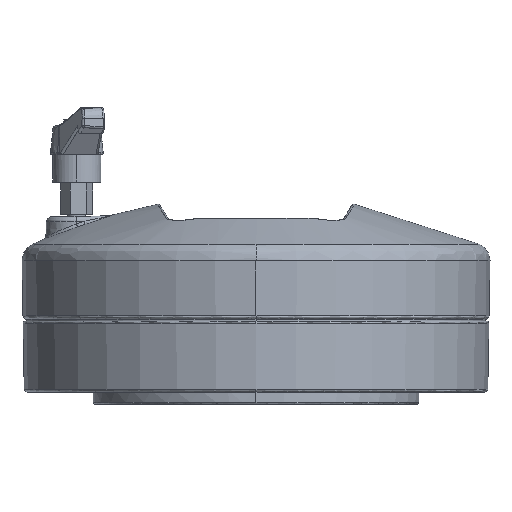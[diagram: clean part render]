
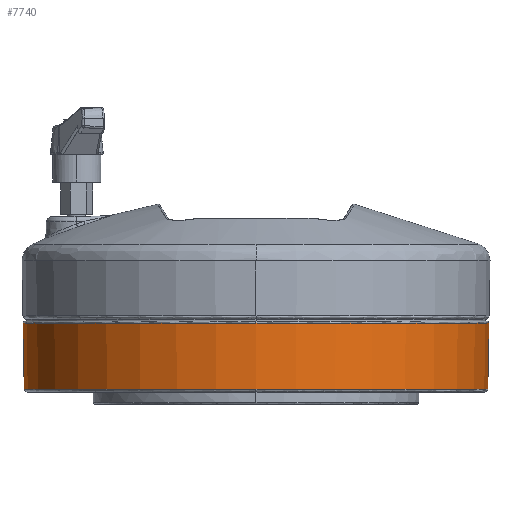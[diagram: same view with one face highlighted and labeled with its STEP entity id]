
A CAD part, left-side view. The second image highlights one B-rep face of the part: STEP entity #7740.
In plain terms, the highlighted conical face has half-angle 1 degrees and reference radius 65.663 mm.
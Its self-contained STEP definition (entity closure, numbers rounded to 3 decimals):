
#2767 = VECTOR ( 'NONE', #52603, 1000. ) ;
#3202 = CARTESIAN_POINT ( 'NONE',  ( -2.145, 12.869, 111.866 ) ) ;
#3229 = CARTESIAN_POINT ( 'NONE',  ( -2.145, 12.869, 111.866 ) ) ;
#3741 = AXIS2_PLACEMENT_3D ( 'NONE', #66894, #10471, #50193 ) ;
#3914 = CIRCLE ( 'NONE', #51689, 65.338 ) ;
#6452 = DIRECTION ( 'NONE',  ( 0., 0., -1. ) ) ;
#7460 = VERTEX_POINT ( 'NONE', #66833 ) ;
#7740 = ADVANCED_FACE ( 'NONE', ( #47350 ), #69320, .T. ) ;
#8403 = AXIS2_PLACEMENT_3D ( 'NONE', #40764, #6452, #41278 ) ;
#8666 = DIRECTION ( 'NONE',  ( 0., 0., -1. ) ) ;
#10471 = DIRECTION ( 'NONE',  ( 0., 0., -1. ) ) ;
#10493 = CARTESIAN_POINT ( 'NONE',  ( -2.145, 12.869, 93.204 ) ) ;
#11281 = LINE ( 'NONE', #40906, #23813 ) ;
#11735 = ORIENTED_EDGE ( 'NONE', *, *, #57302, .F. ) ;
#15140 = DIRECTION ( 'NONE',  ( 0., -1., 0. ) ) ;
#16575 = ORIENTED_EDGE ( 'NONE', *, *, #34967, .F. ) ;
#16647 = CIRCLE ( 'NONE', #57333, 65.663 ) ;
#17892 = LINE ( 'NONE', #29857, #2767 ) ;
#21059 = VERTEX_POINT ( 'NONE', #36287 ) ;
#23813 = VECTOR ( 'NONE', #57144, 1000. ) ;
#24527 = VERTEX_POINT ( 'NONE', #29910 ) ;
#26067 = DIRECTION ( 'NONE',  ( 0., 0., 1. ) ) ;
#27656 = DIRECTION ( 'NONE',  ( 0., 0., -1. ) ) ;
#28420 = AXIS2_PLACEMENT_3D ( 'NONE', #3202, #26067, #15140 ) ;
#29857 = CARTESIAN_POINT ( 'NONE',  ( -2.145, 78.532, 111.866 ) ) ;
#29910 = CARTESIAN_POINT ( 'NONE',  ( -2.145, -52.469, 93.204 ) ) ;
#34967 = EDGE_CURVE ( 'NONE', #24527, #69845, #59525, .T. ) ;
#36287 = CARTESIAN_POINT ( 'NONE',  ( -2.145, 78.532, 111.866 ) ) ;
#37004 = EDGE_LOOP ( 'NONE', ( #11735, #46098, #16575, #63944, #44024, #62264 ) ) ;
#37992 = EDGE_CURVE ( 'NONE', #24527, #66027, #11281, .T. ) ;
#39009 = EDGE_CURVE ( 'NONE', #66027, #66036, #69753, .T. ) ;
#39845 = EDGE_CURVE ( 'NONE', #66036, #21059, #16647, .T. ) ;
#40764 = CARTESIAN_POINT ( 'NONE',  ( -2.145, 12.869, 111.866 ) ) ;
#40906 = CARTESIAN_POINT ( 'NONE',  ( -2.145, -52.794, 111.866 ) ) ;
#41278 = DIRECTION ( 'NONE',  ( -1., 0., 0. ) ) ;
#42981 = DIRECTION ( 'NONE',  ( -1., 0., 0. ) ) ;
#43197 = CARTESIAN_POINT ( 'NONE',  ( -67.808, 12.869, 111.866 ) ) ;
#44024 = ORIENTED_EDGE ( 'NONE', *, *, #39009, .T. ) ;
#46098 = ORIENTED_EDGE ( 'NONE', *, *, #69530, .F. ) ;
#47350 = FACE_OUTER_BOUND ( 'NONE', #37004, .T. ) ;
#49102 = CARTESIAN_POINT ( 'NONE',  ( -2.145, -52.794, 111.866 ) ) ;
#50193 = DIRECTION ( 'NONE',  ( 1., 0., 0. ) ) ;
#50207 = DIRECTION ( 'NONE',  ( 1., 0., 0. ) ) ;
#51689 = AXIS2_PLACEMENT_3D ( 'NONE', #10493, #27656, #50207 ) ;
#52603 = DIRECTION ( 'NONE',  ( 0., 0.017, 1. ) ) ;
#57144 = DIRECTION ( 'NONE',  ( 0., -0.017, 1. ) ) ;
#57302 = EDGE_CURVE ( 'NONE', #7460, #21059, #17892, .T. ) ;
#57333 = AXIS2_PLACEMENT_3D ( 'NONE', #3229, #8666, #42981 ) ;
#59525 = CIRCLE ( 'NONE', #3741, 65.338 ) ;
#62264 = ORIENTED_EDGE ( 'NONE', *, *, #39845, .T. ) ;
#63944 = ORIENTED_EDGE ( 'NONE', *, *, #37992, .T. ) ;
#64657 = CARTESIAN_POINT ( 'NONE',  ( -67.482, 12.869, 93.204 ) ) ;
#66027 = VERTEX_POINT ( 'NONE', #49102 ) ;
#66036 = VERTEX_POINT ( 'NONE', #43197 ) ;
#66833 = CARTESIAN_POINT ( 'NONE',  ( -2.145, 78.206, 93.204 ) ) ;
#66894 = CARTESIAN_POINT ( 'NONE',  ( -2.145, 12.869, 93.204 ) ) ;
#69320 = CONICAL_SURFACE ( 'NONE', #28420, 65.663, 0.017 ) ;
#69530 = EDGE_CURVE ( 'NONE', #69845, #7460, #3914, .T. ) ;
#69753 = CIRCLE ( 'NONE', #8403, 65.663 ) ;
#69845 = VERTEX_POINT ( 'NONE', #64657 ) ;
